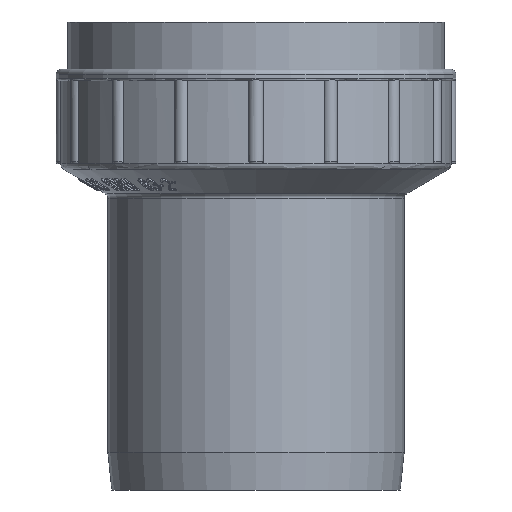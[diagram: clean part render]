
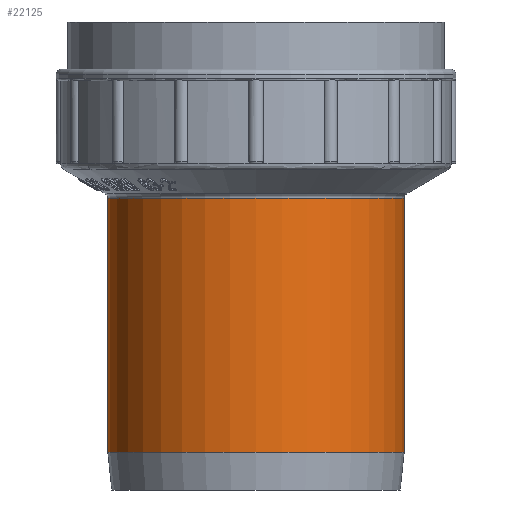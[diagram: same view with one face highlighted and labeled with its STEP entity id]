
A CAD part, front view. The second image highlights one B-rep face of the part: STEP entity #22125.
In plain terms, the highlighted cylindrical face has radius 31.5 mm (diameter 63 mm), a partial arc.
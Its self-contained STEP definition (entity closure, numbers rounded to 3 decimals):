
#48=CARTESIAN_POINT('',(0.,13.491,0.));
#49=DIRECTION('',(0.,1.,0.));
#50=DIRECTION('',(1.,0.,0.));
#51=AXIS2_PLACEMENT_3D('',#48,#49,#50);
#53=DIRECTION('',(0.,-1.,0.));
#54=VECTOR('',#53,54.009);
#55=CARTESIAN_POINT('',(31.5,67.5,0.));
#56=LINE('',#55,#54);
#57=CARTESIAN_POINT('',(0.,67.5,0.));
#58=DIRECTION('',(0.,-1.,0.));
#59=DIRECTION('',(-1.,0.,0.));
#60=AXIS2_PLACEMENT_3D('',#57,#58,#59);
#62=DIRECTION('',(0.,-1.,0.));
#63=VECTOR('',#62,54.009);
#64=CARTESIAN_POINT('',(-31.5,67.5,0.));
#65=LINE('',#64,#63);
#18666=CARTESIAN_POINT('',(-31.5,67.5,0.));
#18668=VERTEX_POINT('',#18666);
#18670=CARTESIAN_POINT('',(31.5,67.5,0.));
#18672=VERTEX_POINT('',#18670);
#21969=CARTESIAN_POINT('',(31.5,13.491,0.));
#21970=CARTESIAN_POINT('',(-31.5,13.491,0.));
#21971=VERTEX_POINT('',#21969);
#21972=VERTEX_POINT('',#21970);
#22111=CARTESIAN_POINT('',(0.,0.,0.));
#22112=DIRECTION('',(0.,1.,0.));
#22113=DIRECTION('',(1.,0.,0.));
#22114=AXIS2_PLACEMENT_3D('',#22111,#22112,#22113);
#22115=CYLINDRICAL_SURFACE('',#22114,31.5);
#22117=ORIENTED_EDGE('',*,*,#22116,.F.);
#22119=ORIENTED_EDGE('',*,*,#22118,.F.);
#22120=ORIENTED_EDGE('',*,*,#22104,.F.);
#22122=ORIENTED_EDGE('',*,*,#22121,.T.);
#22123=EDGE_LOOP('',(#22117,#22119,#22120,#22122));
#22124=FACE_OUTER_BOUND('',#22123,.F.);
#22125=ADVANCED_FACE('',(#22124),#22115,.T.);
#52=CIRCLE('',#51,31.5);
#61=CIRCLE('',#60,31.5);
#22104=EDGE_CURVE('',#18668,#18672,#61,.T.);
#22116=EDGE_CURVE('',#21971,#21972,#52,.T.);
#22118=EDGE_CURVE('',#18672,#21971,#56,.T.);
#22121=EDGE_CURVE('',#18668,#21972,#65,.T.);
